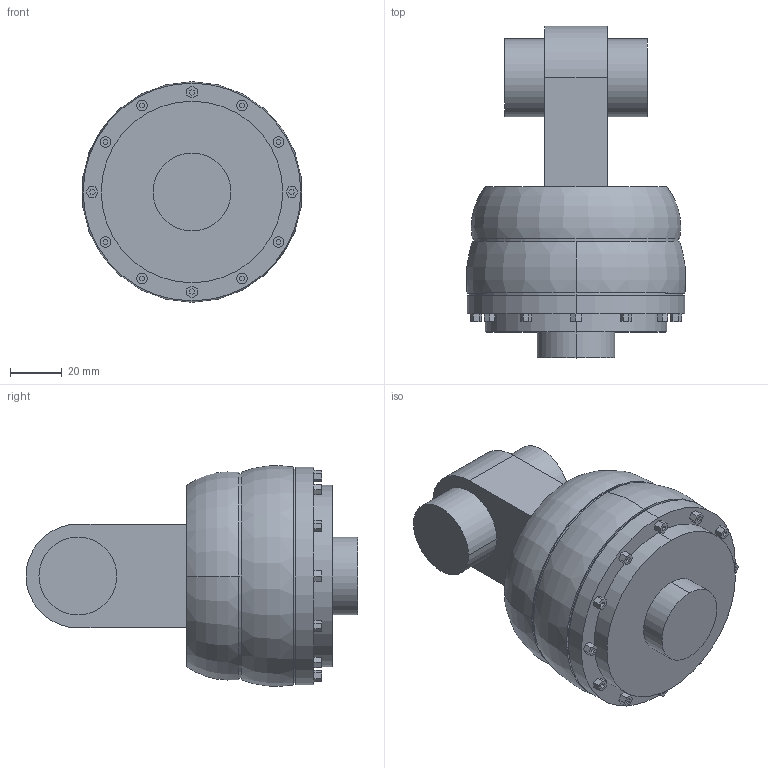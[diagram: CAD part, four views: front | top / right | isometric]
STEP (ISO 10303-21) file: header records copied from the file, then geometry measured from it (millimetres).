
FILE_DESCRIPTION (( 'STEP AP203' ), '1' );
FILE_NAME ('Part5_Default_sldprt.STEP', '2024-12-27T18:19:10', ( '' ), ( '' ), 'SwSTEP 2.0', 'SolidWorks 2023', '' );
FILE_SCHEMA (( 'CONFIG_CONTROL_DESIGN' ));
Length unit declared in the file: millimetre
Products named in the file (1): Part5_Default_sldprt
Bounding box: 84.46 x 128 x 85.08 mm (x, y, z)
Volume: 367171.9 mm3; surface area: 36253.5 mm2
Topology: 1 solids, 1 shells, 201 faces, 498 edges, 332 vertices
Faces by surface type: plane 182, cylinder 15, torus 4
Entity records: 5951 total; most frequent: CARTESIAN_POINT 1032, ORIENTED_EDGE 996, DIRECTION 944, EDGE_CURVE 498, LINE 456, VECTOR 456, VERTEX_POINT 332, AXIS2_PLACEMENT_3D 244
